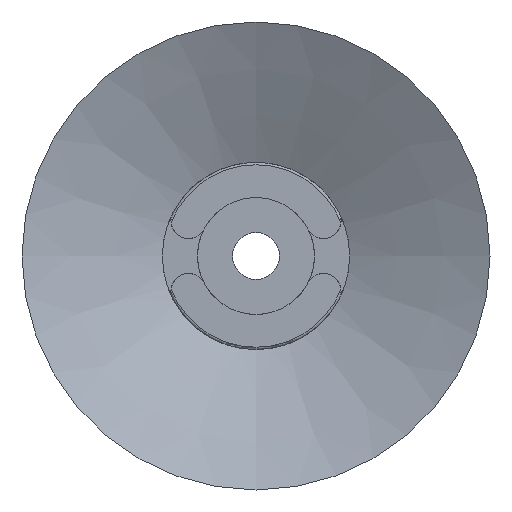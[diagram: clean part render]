
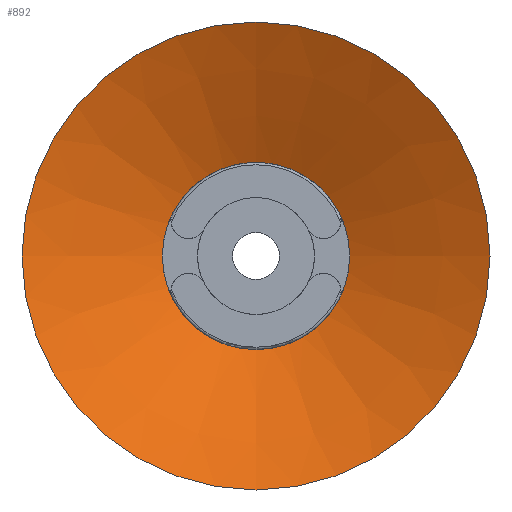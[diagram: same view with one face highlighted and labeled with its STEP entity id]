
A CAD part, front view. The second image highlights one B-rep face of the part: STEP entity #892.
In plain terms, the highlighted conical face has half-angle 65 degrees and reference radius 20 mm.
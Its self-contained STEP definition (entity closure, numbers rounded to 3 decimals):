
#31=CONICAL_SURFACE('',#1014,20.,1.134);
#334=ORIENTED_EDGE('',*,*,#406,.F.);
#335=ORIENTED_EDGE('',*,*,#499,.T.);
#406=EDGE_CURVE('',#528,#528,#610,.T.);
#499=EDGE_CURVE('',#593,#593,#655,.T.);
#528=VERTEX_POINT('',#1347);
#593=VERTEX_POINT('',#1615);
#610=CIRCLE('',#928,8.);
#655=CIRCLE('',#1013,20.);
#723=EDGE_LOOP('',(#334));
#724=EDGE_LOOP('',(#335));
#805=FACE_BOUND('',#723,.T.);
#806=FACE_BOUND('',#724,.T.);
#892=ADVANCED_FACE('',(#805,#806),#31,.F.);
#928=AXIS2_PLACEMENT_3D('',#1346,#1062,#1063);
#1013=AXIS2_PLACEMENT_3D('',#1614,#1258,#1259);
#1014=AXIS2_PLACEMENT_3D('',#1616,#1260,#1261);
#1062=DIRECTION('',(0.,-1.,0.));
#1063=DIRECTION('',(0.,0.,-1.));
#1258=DIRECTION('',(0.,-1.,0.));
#1259=DIRECTION('',(0.,0.,-1.));
#1260=DIRECTION('',(0.,-1.,0.));
#1261=DIRECTION('',(0.,0.,-1.));
#1346=CARTESIAN_POINT('',(0.,5.596,0.));
#1347=CARTESIAN_POINT('',(0.,5.596,-8.));
#1614=CARTESIAN_POINT('',(0.,0.,0.));
#1615=CARTESIAN_POINT('',(0.,0.,-20.));
#1616=CARTESIAN_POINT('',(0.,0.,0.));
